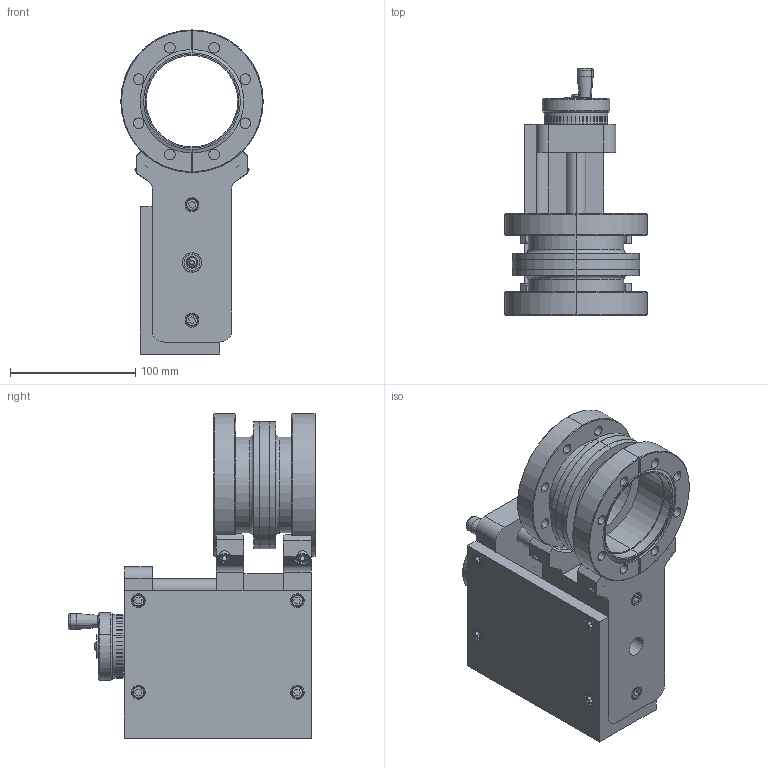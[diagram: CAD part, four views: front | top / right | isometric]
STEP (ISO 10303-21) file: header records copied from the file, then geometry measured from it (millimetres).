
FILE_DESCRIPTION (( 'STEP AP214' ), '1' );
FILE_NAME ('BLT45S-02, BOTH THRU, 10016729.STEP', '2017-10-05T19:36:18', ( 'jvatsvog' ), ( 'Microsoft' ), 'SwSTEP 2.0', 'SolidWorks 2017', '' );
FILE_SCHEMA (( 'AUTOMOTIVE_DESIGN' ));
Length unit declared in the file: inch
Products named in the file (1): BLT45S-02, BOTH THRU, 10016729
Bounding box: 113.54 x 197.22 x 258.38 mm (x, y, z)
Volume: 1340268.1 mm3; surface area: 353061.7 mm2
Topology: 53 solids, 53 shells, 1413 faces, 3338 edges, 2115 vertices
Faces by surface type: plane 652, cylinder 533, cone 218, torus 10
Entity records: 60119 total; most frequent: CARTESIAN_POINT 7509, DIRECTION 7376, ORIENTED_EDGE 6544, EDGE_CURVE 3272, AXIS2_PLACEMENT_3D 2742, VERTEX_POINT 2115, LINE 1892, VECTOR 1892
